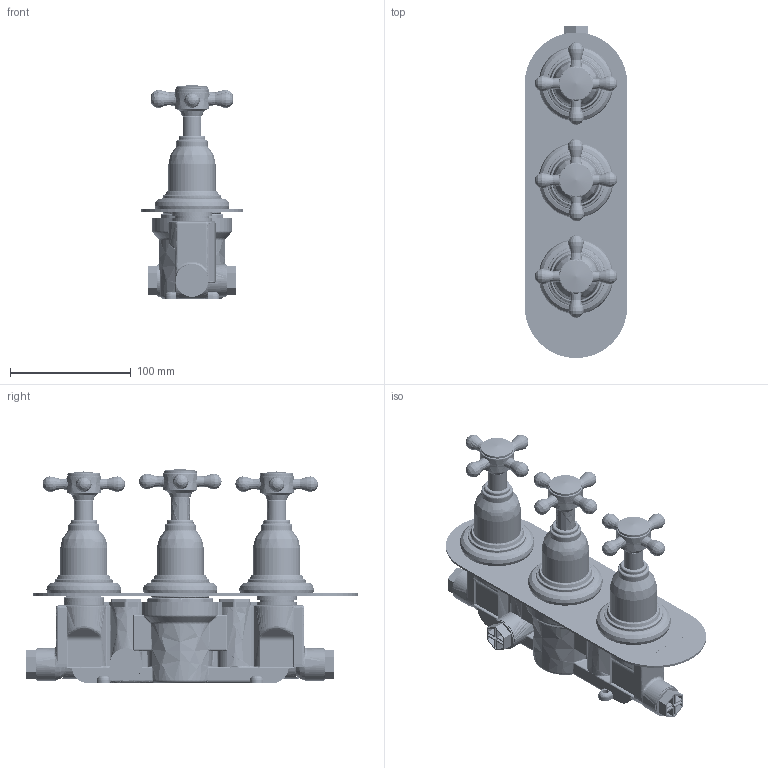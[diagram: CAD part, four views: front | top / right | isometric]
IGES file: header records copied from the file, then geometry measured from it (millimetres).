
Global section: file name: V202-TX; native system: Autodesk Inventor 2018; preprocessor: unknown; author: adaniels; date: 20171205.093904; units: millimetre
Bounding box: 85 x 275.31 x 177.79 mm (x, y, z)
Volume: 676491.4 mm3; surface area: 362759.2 mm2
Topology: 76 solids, 81 shells, 2860 faces, 7635 edges, 5076 vertices
Faces by surface type: bspline 2860
